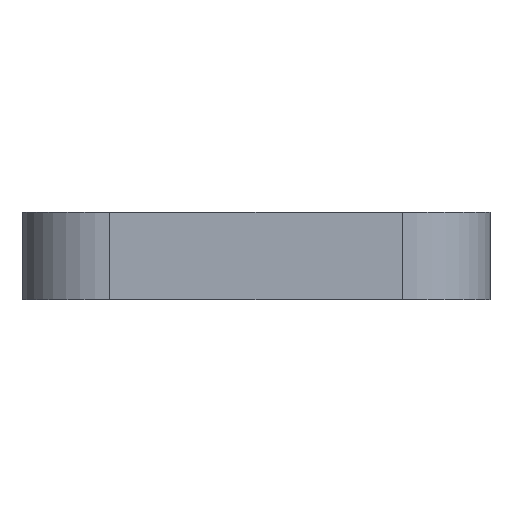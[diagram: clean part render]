
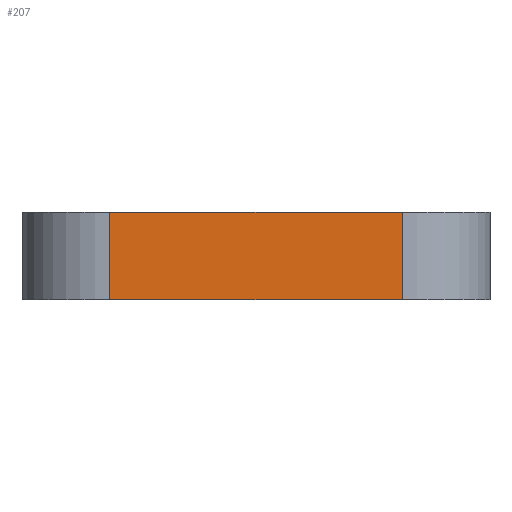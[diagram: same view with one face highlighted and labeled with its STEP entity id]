
A CAD part, front view. The second image highlights one B-rep face of the part: STEP entity #207.
In plain terms, the highlighted planar face has unit normal (0, -1, 0).
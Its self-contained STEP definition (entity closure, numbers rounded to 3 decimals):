
#30 = EDGE_CURVE ( 'NONE', #139, #985, #484, .T. ) ;
#65 = AXIS2_PLACEMENT_3D ( 'NONE', #632, #899, #646 ) ;
#106 = PLANE ( 'NONE',  #65 ) ;
#139 = VERTEX_POINT ( 'NONE', #860 ) ;
#144 = VECTOR ( 'NONE', #302, 1000. ) ;
#187 = CARTESIAN_POINT ( 'NONE',  ( 5., -53.783, 0. ) ) ;
#207 = ADVANCED_FACE ( 'NONE', ( #279 ), #106, .F. ) ;
#210 = ORIENTED_EDGE ( 'NONE', *, *, #961, .T. ) ;
#257 = CARTESIAN_POINT ( 'NONE',  ( 5., -53.783, 3. ) ) ;
#279 = FACE_OUTER_BOUND ( 'NONE', #968, .T. ) ;
#302 = DIRECTION ( 'NONE',  ( 1., 0., 0. ) ) ;
#333 = LINE ( 'NONE', #689, #833 ) ;
#359 = LINE ( 'NONE', #538, #876 ) ;
#389 = ORIENTED_EDGE ( 'NONE', *, *, #835, .T. ) ;
#402 = VERTEX_POINT ( 'NONE', #916 ) ;
#419 = DIRECTION ( 'NONE',  ( -1., 0., 0. ) ) ;
#477 = LINE ( 'NONE', #644, #685 ) ;
#484 = LINE ( 'NONE', #736, #144 ) ;
#505 = DIRECTION ( 'NONE',  ( 0., 0., -1. ) ) ;
#512 = DIRECTION ( 'NONE',  ( 0., 0., 1. ) ) ;
#538 = CARTESIAN_POINT ( 'NONE',  ( 5., -53.783, 3. ) ) ;
#553 = ORIENTED_EDGE ( 'NONE', *, *, #30, .T. ) ;
#632 = CARTESIAN_POINT ( 'NONE',  ( 8., -53.783, 10. ) ) ;
#643 = EDGE_CURVE ( 'NONE', #402, #139, #333, .T. ) ;
#644 = CARTESIAN_POINT ( 'NONE',  ( 5., -53.783, 10. ) ) ;
#646 = DIRECTION ( 'NONE',  ( 0., 0., 1. ) ) ;
#685 = VECTOR ( 'NONE', #512, 1000. ) ;
#689 = CARTESIAN_POINT ( 'NONE',  ( -5., -53.783, 10. ) ) ;
#736 = CARTESIAN_POINT ( 'NONE',  ( 8., -53.783, 0. ) ) ;
#833 = VECTOR ( 'NONE', #505, 1000. ) ;
#835 = EDGE_CURVE ( 'NONE', #985, #947, #477, .T. ) ;
#860 = CARTESIAN_POINT ( 'NONE',  ( -5., -53.783, 0. ) ) ;
#876 = VECTOR ( 'NONE', #419, 1000. ) ;
#899 = DIRECTION ( 'NONE',  ( 0., 1., 0. ) ) ;
#916 = CARTESIAN_POINT ( 'NONE',  ( -5., -53.783, 3. ) ) ;
#947 = VERTEX_POINT ( 'NONE', #257 ) ;
#961 = EDGE_CURVE ( 'NONE', #947, #402, #359, .T. ) ;
#968 = EDGE_LOOP ( 'NONE', ( #210, #1010, #553, #389 ) ) ;
#985 = VERTEX_POINT ( 'NONE', #187 ) ;
#1010 = ORIENTED_EDGE ( 'NONE', *, *, #643, .T. ) ;
